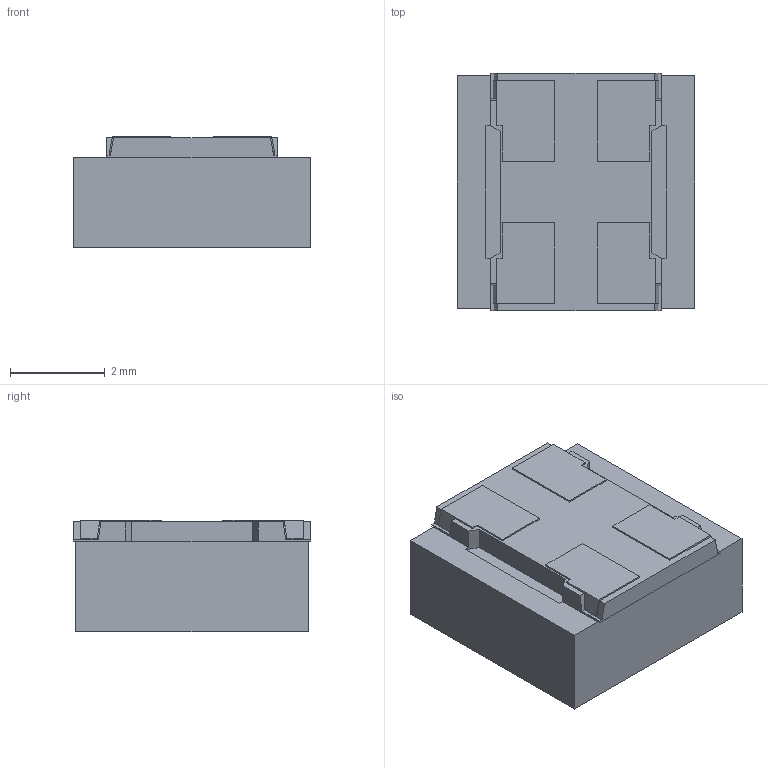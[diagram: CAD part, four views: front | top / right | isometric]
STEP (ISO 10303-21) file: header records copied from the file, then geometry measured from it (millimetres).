
FILE_DESCRIPTION (( 'STEP AP214' ), '1' );
FILE_NAME ('DLW5BTM102TQ2K.STEP', '2022-07-12T08:58:54', ( '' ), ( '' ), 'SwSTEP 2.0', 'SolidWorks 2018', '' );
FILE_SCHEMA (( 'AUTOMOTIVE_DESIGN' ));
Length unit declared in the file: millimetre
Products named in the file (1): DLW5BTM102TQ2K
Bounding box: 5 x 5 x 2.35 mm (x, y, z)
Volume: 53.7 mm3; surface area: 113.1 mm2
Topology: 5 solids, 5 shells, 91 faces, 232 edges, 152 vertices
Faces by surface type: plane 91
Entity records: 3753 total; most frequent: CARTESIAN_POINT 476, ORIENTED_EDGE 464, DIRECTION 416, VECTOR 232, EDGE_CURVE 232, LINE 232, VERTEX_POINT 152, UNCERTAINTY_MEASURE_WITH_UNIT 98
